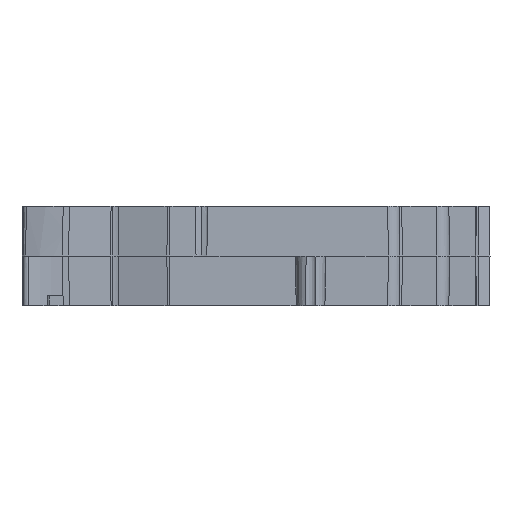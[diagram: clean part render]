
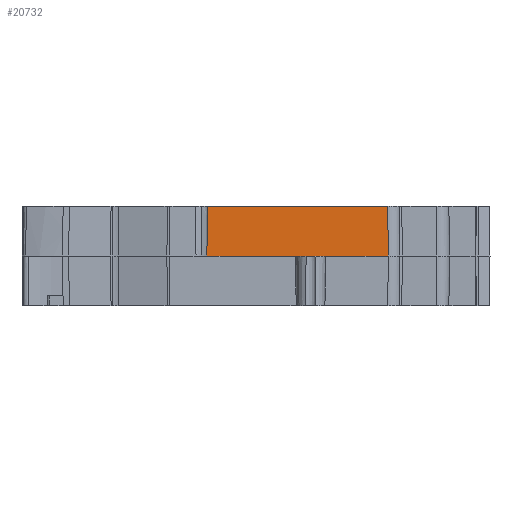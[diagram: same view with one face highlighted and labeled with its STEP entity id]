
A CAD part, left-side view. The second image highlights one B-rep face of the part: STEP entity #20732.
In plain terms, the highlighted planar face has unit normal (-1, 0, 0.009).
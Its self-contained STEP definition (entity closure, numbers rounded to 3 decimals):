
#1363 = DIRECTION ( 'NONE',  ( 0., -1., 0. ) ) ;
#1555 = CARTESIAN_POINT ( 'NONE',  ( -52.2, -51., 0. ) ) ;
#1737 = DIRECTION ( 'NONE',  ( 0.009, -0.009, 1. ) ) ;
#4277 = DIRECTION ( 'NONE',  ( 0., -1., 0. ) ) ;
#5409 = CARTESIAN_POINT ( 'NONE',  ( -52.2, -65.672, 0. ) ) ;
#6317 = DIRECTION ( 'NONE',  ( 0.009, 0.009, 1. ) ) ;
#9503 = CARTESIAN_POINT ( 'NONE',  ( -52.2, -68., 0. ) ) ;
#9839 = CARTESIAN_POINT ( 'NONE',  ( -52.2, -29.1, 0. ) ) ;
#10300 = EDGE_CURVE ( 'NONE', #52172, #43203, #43525, .T. ) ;
#11779 = AXIS2_PLACEMENT_3D ( 'NONE', #9503, #20051, #14957 ) ;
#14957 = DIRECTION ( 'NONE',  ( 0.009, 0., 1. ) ) ;
#16521 = LINE ( 'NONE', #56511, #44207 ) ;
#19467 = VECTOR ( 'NONE', #4277, 1000. ) ;
#19733 = VERTEX_POINT ( 'NONE', #19907 ) ;
#19801 = EDGE_CURVE ( 'NONE', #58830, #64420, #16521, .T. ) ;
#19907 = CARTESIAN_POINT ( 'NONE',  ( -52.113, -29.187, 10. ) ) ;
#20051 = DIRECTION ( 'NONE',  ( -1., 0., 0.009 ) ) ;
#20732 = ADVANCED_FACE ( 'NONE', ( #47348 ), #70270, .T. ) ;
#20764 = EDGE_LOOP ( 'NONE', ( #49294, #44639, #58881, #42585, #66034, #51095 ) ) ;
#21486 = LINE ( 'NONE', #65908, #50393 ) ;
#22077 = CARTESIAN_POINT ( 'NONE',  ( -52.2, -68., 0. ) ) ;
#23530 = CARTESIAN_POINT ( 'NONE',  ( -52.2, -68., 0. ) ) ;
#23644 = VECTOR ( 'NONE', #35045, 1000. ) ;
#24129 = CARTESIAN_POINT ( 'NONE',  ( -52.113, -65.584, 10. ) ) ;
#27998 = EDGE_CURVE ( 'NONE', #19733, #64420, #29595, .T. ) ;
#29595 = LINE ( 'NONE', #35412, #23644 ) ;
#29697 = LINE ( 'NONE', #23530, #70868 ) ;
#35045 = DIRECTION ( 'NONE',  ( 0., -1., 0. ) ) ;
#35412 = CARTESIAN_POINT ( 'NONE',  ( -52.113, -68., 10. ) ) ;
#37150 = VERTEX_POINT ( 'NONE', #1555 ) ;
#40146 = EDGE_CURVE ( 'NONE', #37150, #58830, #21486, .T. ) ;
#40178 = VECTOR ( 'NONE', #1737, 1000. ) ;
#42585 = ORIENTED_EDGE ( 'NONE', *, *, #19801, .T. ) ;
#43035 = CARTESIAN_POINT ( 'NONE',  ( -52.2, -49., 0. ) ) ;
#43203 = VERTEX_POINT ( 'NONE', #43035 ) ;
#43525 = LINE ( 'NONE', #22077, #19467 ) ;
#44207 = VECTOR ( 'NONE', #6317, 1000. ) ;
#44639 = ORIENTED_EDGE ( 'NONE', *, *, #52954, .T. ) ;
#45733 = LINE ( 'NONE', #51576, #40178 ) ;
#46898 = EDGE_CURVE ( 'NONE', #52172, #19733, #45733, .T. ) ;
#47348 = FACE_OUTER_BOUND ( 'NONE', #20764, .T. ) ;
#49294 = ORIENTED_EDGE ( 'NONE', *, *, #10300, .T. ) ;
#50393 = VECTOR ( 'NONE', #61845, 1000. ) ;
#51095 = ORIENTED_EDGE ( 'NONE', *, *, #46898, .F. ) ;
#51576 = CARTESIAN_POINT ( 'NONE',  ( -52.197, -29.103, 0.339 ) ) ;
#52172 = VERTEX_POINT ( 'NONE', #9839 ) ;
#52954 = EDGE_CURVE ( 'NONE', #43203, #37150, #29697, .T. ) ;
#56511 = CARTESIAN_POINT ( 'NONE',  ( -52.2, -65.672, -0.02 ) ) ;
#58830 = VERTEX_POINT ( 'NONE', #5409 ) ;
#58881 = ORIENTED_EDGE ( 'NONE', *, *, #40146, .T. ) ;
#61845 = DIRECTION ( 'NONE',  ( 0., -1., 0. ) ) ;
#64420 = VERTEX_POINT ( 'NONE', #24129 ) ;
#65908 = CARTESIAN_POINT ( 'NONE',  ( -52.2, -68., 0. ) ) ;
#66034 = ORIENTED_EDGE ( 'NONE', *, *, #27998, .F. ) ;
#70270 = PLANE ( 'NONE',  #11779 ) ;
#70868 = VECTOR ( 'NONE', #1363, 1000. ) ;
